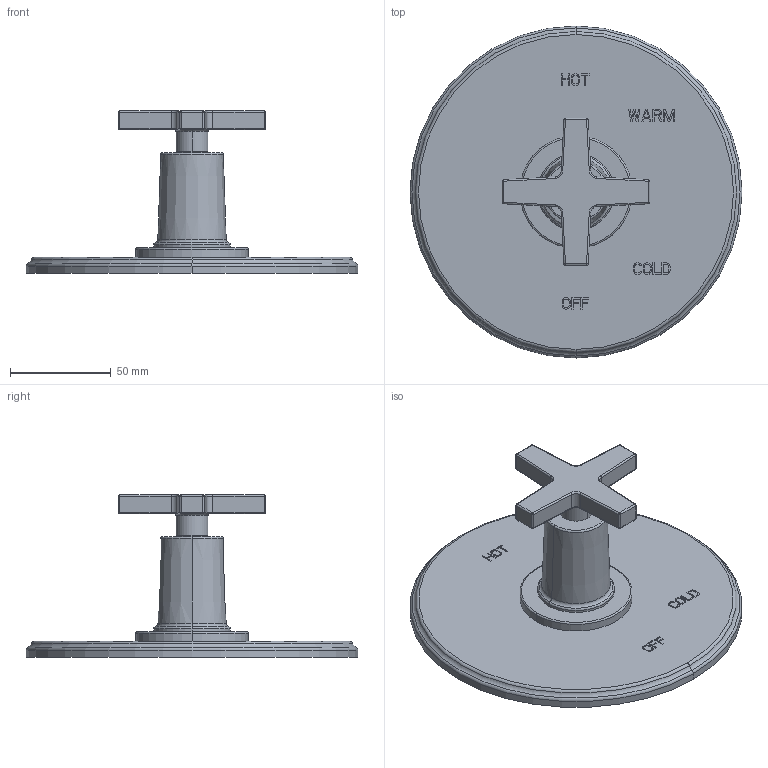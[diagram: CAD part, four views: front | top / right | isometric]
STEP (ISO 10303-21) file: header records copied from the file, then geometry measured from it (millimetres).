
FILE_DESCRIPTION((''),'2;1');
FILE_NAME('4-2984BP','2021-06-07T10:56:10',('jinson.thomas'),(''),'CREO PARAMETRIC BY PTC INC, 2018400','CREO PARAMETRIC BY PTC INC, 2018400','');
FILE_SCHEMA(('CONFIG_CONTROL_DESIGN'));
Length unit declared in the file: inch
Products named in the file (1): 4-2984BP
Bounding box: 165.1 x 165.1 x 80.85 mm (x, y, z)
Volume: 237276.6 mm3; surface area: 58130.8 mm2
Topology: 1 solids, 1 shells, 437 faces, 1145 edges, 736 vertices
Faces by surface type: plane 347, cylinder 48, torus 24, sphere 16, cone 2
Entity records: 13221 total; most frequent: CARTESIAN_POINT 2318, ORIENTED_EDGE 2290, DIRECTION 2157, EDGE_CURVE 1145, VECTOR 1007, LINE 1007, VERTEX_POINT 736, AXIS2_PLACEMENT_3D 575
